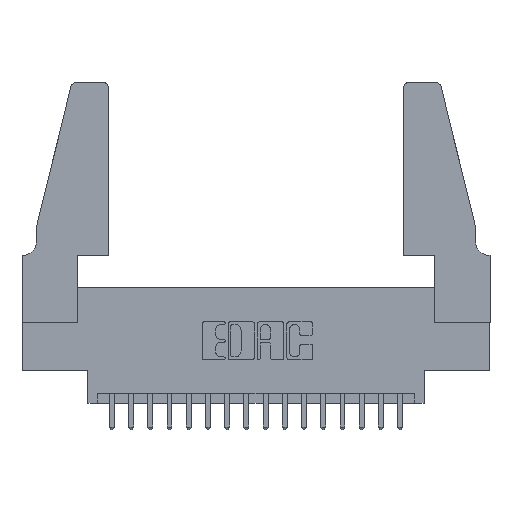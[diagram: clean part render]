
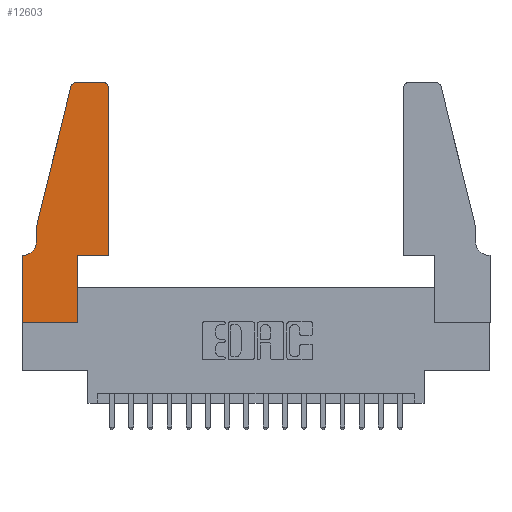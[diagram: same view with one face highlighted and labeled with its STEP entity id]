
A CAD part, top view. The second image highlights one B-rep face of the part: STEP entity #12603.
In plain terms, the highlighted planar face has unit normal (0, 0, 1).
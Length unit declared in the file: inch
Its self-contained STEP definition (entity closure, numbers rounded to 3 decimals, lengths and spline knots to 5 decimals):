
#200 = ORIENTED_EDGE ( 'NONE', *, *, #6794, .T. ) ;
#638 = EDGE_CURVE ( 'NONE', #13480, #9924, #8403, .T. ) ;
#962 = EDGE_LOOP ( 'NONE', ( #12458, #15558, #8872, #1774, #6006, #8204, #5299, #16390, #5779, #200, #2776, #18198 ) ) ;
#1012 = CARTESIAN_POINT ( 'NONE',  ( 0., 0.35, 0.37 ) ) ;
#1774 = ORIENTED_EDGE ( 'NONE', *, *, #4147, .T. ) ;
#1828 = VERTEX_POINT ( 'NONE', #13027 ) ;
#1853 = DIRECTION ( 'NONE',  ( -0.239, -0.971, 0. ) ) ;
#1880 = LINE ( 'NONE', #10773, #15636 ) ;
#2303 = DIRECTION ( 'NONE',  ( 0., 1., 0. ) ) ;
#2392 = AXIS2_PLACEMENT_3D ( 'NONE', #1012, #2570, #12499 ) ;
#2570 = DIRECTION ( 'NONE',  ( 0., 0., 1. ) ) ;
#2776 = ORIENTED_EDGE ( 'NONE', *, *, #15320, .T. ) ;
#3365 = VECTOR ( 'NONE', #1853, 39.37008 ) ;
#3454 = VECTOR ( 'NONE', #14463, 39.37008 ) ;
#3722 = CIRCLE ( 'NONE', #7768, 0.03 ) ;
#3749 = CARTESIAN_POINT ( 'NONE',  ( 0.0055, 0.35, 0.37 ) ) ;
#3814 = VECTOR ( 'NONE', #2303, 39.37008 ) ;
#3889 = CARTESIAN_POINT ( 'NONE',  ( 0.284, 1.22, 0.37 ) ) ;
#4005 = DIRECTION ( 'NONE',  ( 0., 0., 1. ) ) ;
#4147 = EDGE_CURVE ( 'NONE', #11975, #13480, #9826, .T. ) ;
#4225 = CARTESIAN_POINT ( 'NONE',  ( 0., 0., 0.37 ) ) ;
#4467 = CARTESIAN_POINT ( 'NONE',  ( 0.0755, 0.5, 0.37 ) ) ;
#4746 = CARTESIAN_POINT ( 'NONE',  ( 0.0055, 0.42, 0.37 ) ) ;
#4854 = DIRECTION ( 'NONE',  ( 0., -1., 0. ) ) ;
#4912 = LINE ( 'NONE', #9430, #3814 ) ;
#5006 = CARTESIAN_POINT ( 'NONE',  ( 0.2865, 0.35, 0.37 ) ) ;
#5299 = ORIENTED_EDGE ( 'NONE', *, *, #14608, .T. ) ;
#5314 = CARTESIAN_POINT ( 'NONE',  ( 0.284, 1.25, 0.37 ) ) ;
#5515 = VECTOR ( 'NONE', #10631, 39.37008 ) ;
#5754 = VERTEX_POINT ( 'NONE', #12964 ) ;
#5776 = CARTESIAN_POINT ( 'NONE',  ( 0.4505, 0.35, 0.37 ) ) ;
#5779 = ORIENTED_EDGE ( 'NONE', *, *, #7170, .T. ) ;
#6006 = ORIENTED_EDGE ( 'NONE', *, *, #638, .T. ) ;
#6042 = VECTOR ( 'NONE', #13144, 39.37008 ) ;
#6794 = EDGE_CURVE ( 'NONE', #8101, #16929, #13520, .T. ) ;
#6817 = FACE_OUTER_BOUND ( 'NONE', #962, .T. ) ;
#7170 = EDGE_CURVE ( 'NONE', #12645, #8101, #9289, .T. ) ;
#7768 = AXIS2_PLACEMENT_3D ( 'NONE', #14941, #17665, #12036 ) ;
#7820 = EDGE_CURVE ( 'NONE', #5754, #18077, #3722, .T. ) ;
#7899 = AXIS2_PLACEMENT_3D ( 'NONE', #3889, #4005, #8238 ) ;
#8101 = VERTEX_POINT ( 'NONE', #11661 ) ;
#8143 = DIRECTION ( 'NONE',  ( -1., 0., 0. ) ) ;
#8204 = ORIENTED_EDGE ( 'NONE', *, *, #11788, .T. ) ;
#8217 = CARTESIAN_POINT ( 'NONE',  ( 0.4205, 1.25, 0.37 ) ) ;
#8238 = DIRECTION ( 'NONE',  ( 1., 0., 0. ) ) ;
#8403 = CIRCLE ( 'NONE', #13624, 0.07 ) ;
#8507 = LINE ( 'NONE', #15146, #11150 ) ;
#8691 = CARTESIAN_POINT ( 'NONE',  ( 0.0755, 0.5, 0.37 ) ) ;
#8807 = EDGE_CURVE ( 'NONE', #18077, #9534, #1880, .T. ) ;
#8872 = ORIENTED_EDGE ( 'NONE', *, *, #15043, .T. ) ;
#8974 = VERTEX_POINT ( 'NONE', #4225 ) ;
#9017 = CARTESIAN_POINT ( 'NONE',  ( 0.25487, 1.22718, 0.37 ) ) ;
#9289 = LINE ( 'NONE', #5006, #5515 ) ;
#9430 = CARTESIAN_POINT ( 'NONE',  ( 0.4505, 0.35, 0.37 ) ) ;
#9534 = VERTEX_POINT ( 'NONE', #5314 ) ;
#9638 = PLANE ( 'NONE',  #2392 ) ;
#9826 = LINE ( 'NONE', #4467, #6042 ) ;
#9850 = DIRECTION ( 'NONE',  ( 1., 0., 0. ) ) ;
#9924 = VERTEX_POINT ( 'NONE', #3749 ) ;
#10631 = DIRECTION ( 'NONE',  ( 0., 1., 0. ) ) ;
#10767 = EDGE_CURVE ( 'NONE', #8974, #12645, #15915, .T. ) ;
#10773 = CARTESIAN_POINT ( 'NONE',  ( 0.2605, 1.25, 0.37 ) ) ;
#11040 = CARTESIAN_POINT ( 'NONE',  ( 0., 0., 0.37 ) ) ;
#11150 = VECTOR ( 'NONE', #4854, 39.37008 ) ;
#11661 = CARTESIAN_POINT ( 'NONE',  ( 0.2865, 0.35, 0.37 ) ) ;
#11692 = CARTESIAN_POINT ( 'NONE',  ( 0.0755, 0.35, 0.37 ) ) ;
#11788 = EDGE_CURVE ( 'NONE', #9924, #1828, #15658, .T. ) ;
#11975 = VERTEX_POINT ( 'NONE', #13878 ) ;
#12036 = DIRECTION ( 'NONE',  ( 1., 0., 0. ) ) ;
#12458 = ORIENTED_EDGE ( 'NONE', *, *, #8807, .T. ) ;
#12499 = DIRECTION ( 'NONE',  ( 1., 0., 0. ) ) ;
#12603 = ADVANCED_FACE ( 'NONE', ( #6817 ), #9638, .T. ) ;
#12645 = VERTEX_POINT ( 'NONE', #13802 ) ;
#12837 = VECTOR ( 'NONE', #9850, 39.37008 ) ;
#12964 = CARTESIAN_POINT ( 'NONE',  ( 0.4505, 1.22, 0.37 ) ) ;
#13027 = CARTESIAN_POINT ( 'NONE',  ( 0., 0.35, 0.37 ) ) ;
#13144 = DIRECTION ( 'NONE',  ( 0., -1., 0. ) ) ;
#13156 = CARTESIAN_POINT ( 'NONE',  ( 0.0755, 0.42, 0.37 ) ) ;
#13480 = VERTEX_POINT ( 'NONE', #13156 ) ;
#13494 = DIRECTION ( 'NONE',  ( 0., 0., -1. ) ) ;
#13520 = LINE ( 'NONE', #16297, #17711 ) ;
#13586 = LINE ( 'NONE', #8691, #3365 ) ;
#13624 = AXIS2_PLACEMENT_3D ( 'NONE', #4746, #13494, #17566 ) ;
#13802 = CARTESIAN_POINT ( 'NONE',  ( 0.2865, 0., 0.37 ) ) ;
#13878 = CARTESIAN_POINT ( 'NONE',  ( 0.0755, 0.5, 0.37 ) ) ;
#14182 = EDGE_CURVE ( 'NONE', #9534, #17732, #14683, .T. ) ;
#14463 = DIRECTION ( 'NONE',  ( -1., 0., 0. ) ) ;
#14608 = EDGE_CURVE ( 'NONE', #1828, #8974, #8507, .T. ) ;
#14683 = CIRCLE ( 'NONE', #7899, 0.03 ) ;
#14941 = CARTESIAN_POINT ( 'NONE',  ( 0.4205, 1.22, 0.37 ) ) ;
#15043 = EDGE_CURVE ( 'NONE', #17732, #11975, #13586, .T. ) ;
#15146 = CARTESIAN_POINT ( 'NONE',  ( 0., 0., 0.37 ) ) ;
#15320 = EDGE_CURVE ( 'NONE', #16929, #5754, #4912, .T. ) ;
#15558 = ORIENTED_EDGE ( 'NONE', *, *, #14182, .T. ) ;
#15636 = VECTOR ( 'NONE', #8143, 39.37008 ) ;
#15658 = LINE ( 'NONE', #11692, #3454 ) ;
#15915 = LINE ( 'NONE', #11040, #12837 ) ;
#16297 = CARTESIAN_POINT ( 'NONE',  ( 0.4505, 0.35, 0.37 ) ) ;
#16390 = ORIENTED_EDGE ( 'NONE', *, *, #10767, .T. ) ;
#16929 = VERTEX_POINT ( 'NONE', #5776 ) ;
#17566 = DIRECTION ( 'NONE',  ( -1., 0., 0. ) ) ;
#17665 = DIRECTION ( 'NONE',  ( 0., 0., 1. ) ) ;
#17706 = DIRECTION ( 'NONE',  ( 1., 0., 0. ) ) ;
#17711 = VECTOR ( 'NONE', #17706, 39.37008 ) ;
#17732 = VERTEX_POINT ( 'NONE', #9017 ) ;
#18077 = VERTEX_POINT ( 'NONE', #8217 ) ;
#18198 = ORIENTED_EDGE ( 'NONE', *, *, #7820, .T. ) ;
